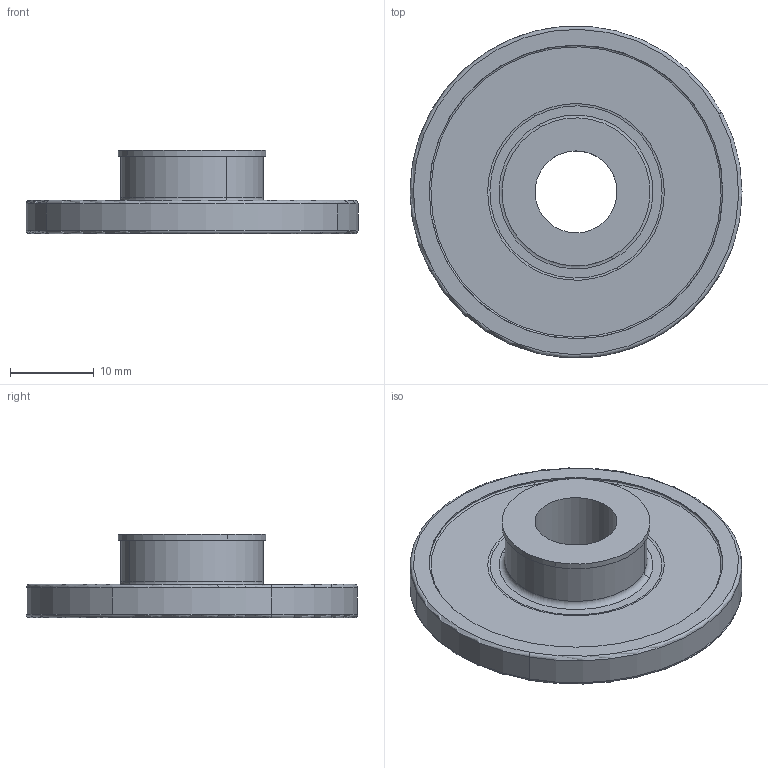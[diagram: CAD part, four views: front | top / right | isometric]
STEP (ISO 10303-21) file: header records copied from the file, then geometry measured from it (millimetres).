
FILE_DESCRIPTION(('CATIA V5 STEP Exchange','CAx-IF Rec.Pracs.--- Model Styling and Organization---1.2---2011-12-15'),'2;1');
FILE_NAME('TR17-S-39.7-4.0R0.4.stp','2019-03-13T05:26:07+00:00',('none'),('none'),'CATIA Version 5 Release 21 SP 5 (IN-10)','CATIA V5 STEP AP214','none');
FILE_SCHEMA(('AUTOMOTIVE_DESIGN { 1 0 10303 214 1 1 1 1 }'));
Length unit declared in the file: millimetre
Products named in the file (1): #5
Bounding box: 39.7 x 39.68 x 10 mm (x, y, z)
Volume: 4993.4 mm3; surface area: 4318.6 mm2
Topology: 2 solids, 2 shells, 33 faces, 82 edges, 57 vertices
Faces by surface type: torus 12, cylinder 12, plane 7, revolution 2
Entity records: 1000 total; most frequent: CARTESIAN_POINT 220, ORIENTED_EDGE 152, DIRECTION 122, AXIS2_PLACEMENT_3D 84, EDGE_CURVE 76, CIRCLE 62, VERTEX_POINT 50, EDGE_LOOP 40
